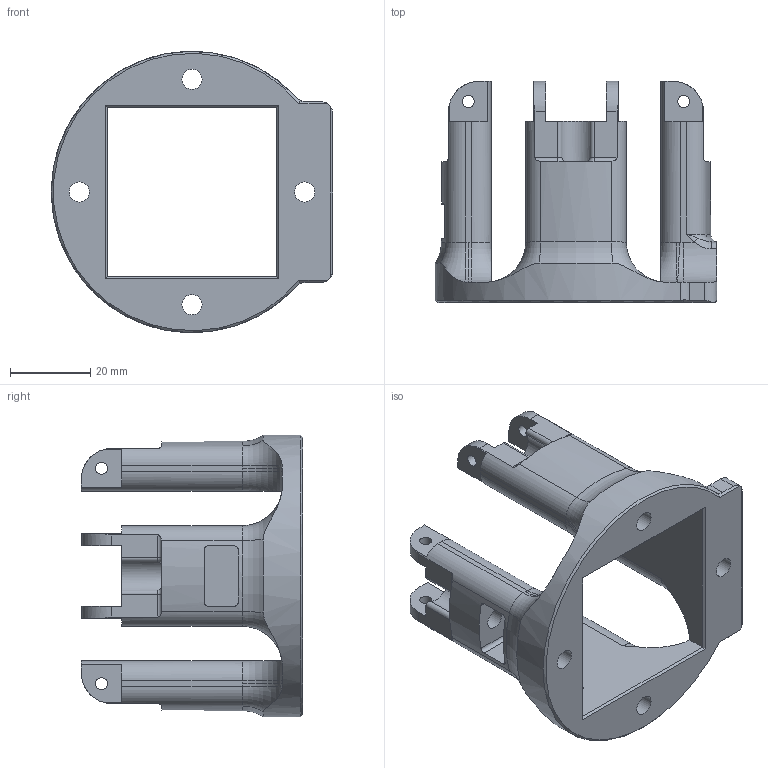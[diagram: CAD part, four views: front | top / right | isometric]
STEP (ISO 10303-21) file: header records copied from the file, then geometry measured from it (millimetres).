
FILE_DESCRIPTION(/* description */ (''),/* implementation_level */ '2;1');
FILE_NAME(/* name */ 'Nosilec_gen_lite.stp',/* time_stamp */ '2021-10-28T09:59:13+02:00',/* author */ ('Teo'),/* organization */ (''),/* preprocessor_version */ 'ST-DEVELOPER v18.1',/* originating_system */ 'Autodesk Inventor 2022',/* authorisation */ '');
FILE_SCHEMA (('AUTOMOTIVE_DESIGN { 1 0 10303 214 3 1 1 }'));
Length unit declared in the file: millimetre
Products named in the file (1): Nosilec_gen_lite
Bounding box: 70 x 55 x 70 mm (x, y, z)
Volume: 52015 mm3; surface area: 21497.1 mm2
Topology: 1 solids, 1 shells, 217 faces, 581 edges, 364 vertices
Faces by surface type: cylinder 90, plane 90, torus 28, bspline 8, cone 1
Full cylindrical faces by diameter (mm): 3 x10, 5 x5, 8.5 x4
Entity records: 7506 total; most frequent: CARTESIAN_POINT 2020, ORIENTED_EDGE 1158, DIRECTION 1133, EDGE_CURVE 579, AXIS2_PLACEMENT_3D 429, VERTEX_POINT 364, LINE 275, VECTOR 275
